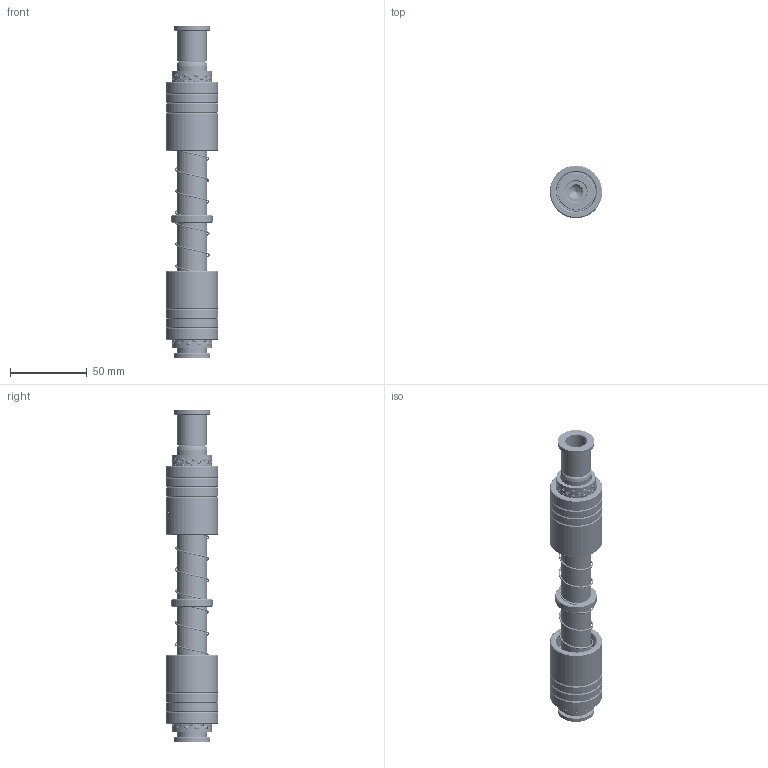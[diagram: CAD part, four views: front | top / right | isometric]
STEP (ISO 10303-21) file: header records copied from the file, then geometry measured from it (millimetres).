
FILE_DESCRIPTION (( 'STEP AP214' ), '1' );
FILE_NAME ('BJGPW BSGPW-D20-LA100-LB70-絳杶BL45.STEP', '2021-09-29T01:01:07', ( 'User' ), ( 'china' ), 'SwSTEP 2.0', 'SolidWorks 2016', '' );
FILE_SCHEMA (( 'AUTOMOTIVE_DESIGN' ));
Length unit declared in the file: millimetre
Products named in the file (10): BSH BJH-D25.5-20.5-L35; BALL-D3; BSH BJH-D25.5-20.5-L40; GGTK-D24-d19 - 20; GBBW--D34-d26-L45; GBBW-D34-d26-L45; HWP-B-D22.5-d20.5-L90; HWP-B-D22.5-d20.5-L65; GPWH-D20-100-70-10; BJGPW BSGPW-D20-LA100-LB70-絳杶BL45
Assembly tree (208 placements, depth 3):
  BJGPW BSGPW-D20-LA100-LB70-絳杶BL45
    GPWH-D20-100-70-10
    HWP-B-D22.5-d20.5-L65
    HWP-B-D22.5-d20.5-L90
    GBBW-D34-d26-L45
    GBBW--D34-d26-L45
    GGTK-D24-d19 - 20  x2
    BSH BJH-D25.5-20.5-L35  x2
      BSH BJH-D25.5-20.5-L40
      BALL-D3
Bounding box: 34 x 34 x 216 mm (x, y, z)
Volume: 107955.8 mm3; surface area: 71178.1 mm2
Topology: 405 solids, 405 shells, 1806 faces, 7736 edges, 5120 vertices
Faces by surface type: sphere 1584, cone 80, cylinder 76, plane 38, torus 16, bspline 12
Entity records: 43172 total; most frequent: CARTESIAN_POINT 26580, ORIENTED_EDGE 3324, DIRECTION 2950, EDGE_CURVE 1662, AXIS2_PLACEMENT_3D 1390, VERTEX_POINT 1078, EDGE_LOOP 984, B_SPLINE_CURVE_WITH_KNOTS 888
